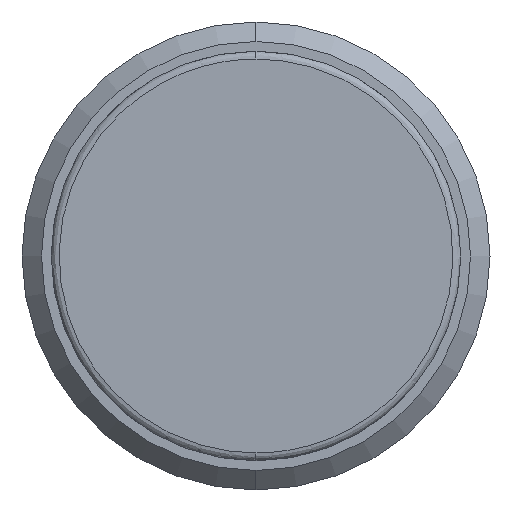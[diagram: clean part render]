
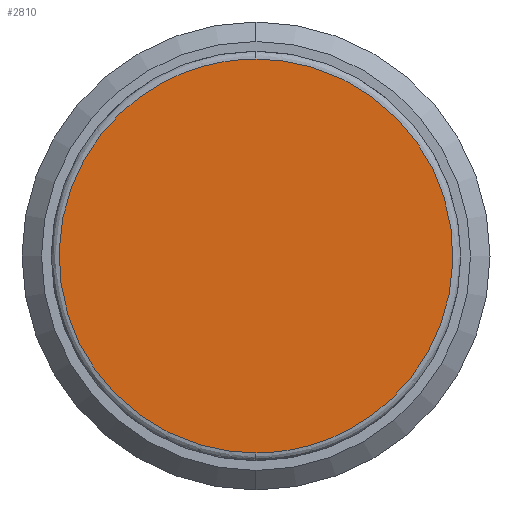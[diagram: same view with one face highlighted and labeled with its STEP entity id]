
A CAD part, left-side view. The second image highlights one B-rep face of the part: STEP entity #2810.
In plain terms, the highlighted planar face has unit normal (-1, 0, 0).
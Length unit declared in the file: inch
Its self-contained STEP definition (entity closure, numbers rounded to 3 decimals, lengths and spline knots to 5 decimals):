
#22 =( BOUNDED_CURVE ( )  B_SPLINE_CURVE ( 3, ( #5920, #405, #4971, #5847 ),
 .UNSPECIFIED., .F., .F. ) 
 B_SPLINE_CURVE_WITH_KNOTS ( ( 4, 4 ),
 ( 0., 0.5 ),
 .UNSPECIFIED. ) 
 CURVE ( )  GEOMETRIC_REPRESENTATION_ITEM ( )  RATIONAL_B_SPLINE_CURVE ( ( 1., 0.333, 0.333, 1. ) ) 
 REPRESENTATION_ITEM ( '' )  );
#168 = ORIENTED_EDGE ( 'NONE', *, *, #2514, .F. ) ;
#405 = CARTESIAN_POINT ( 'NONE',  ( -0.01969, 0.39764, -0.19882 ) ) ;
#621 = CARTESIAN_POINT ( 'NONE',  ( -0.01969, -0.39764, -0.19882 ) ) ;
#898 = EDGE_CURVE ( 'NONE', #3469, #4204, #22, .T. ) ;
#969 = DIRECTION ( 'NONE',  ( 0., 0., -1. ) ) ;
#1008 = CARTESIAN_POINT ( 'NONE',  ( -0.01969, 0., 0.19882 ) ) ;
#2514 = EDGE_CURVE ( 'NONE', #4204, #3469, #3317, .T. ) ;
#2810 = ADVANCED_FACE ( 'NONE', ( #5002 ), #3216, .F. ) ;
#3034 = CARTESIAN_POINT ( 'NONE',  ( -0.01969, 0., 0.19882 ) ) ;
#3216 = PLANE ( 'NONE',  #5445 ) ;
#3317 =( BOUNDED_CURVE ( )  B_SPLINE_CURVE ( 3, ( #1008, #3320, #621, #4656 ),
 .UNSPECIFIED., .F., .F. ) 
 B_SPLINE_CURVE_WITH_KNOTS ( ( 4, 4 ),
 ( 0.5, 1. ),
 .UNSPECIFIED. ) 
 CURVE ( )  GEOMETRIC_REPRESENTATION_ITEM ( )  RATIONAL_B_SPLINE_CURVE ( ( 1., 0.333, 0.333, 1. ) ) 
 REPRESENTATION_ITEM ( '' )  );
#3320 = CARTESIAN_POINT ( 'NONE',  ( -0.01969, -0.39764, 0.19882 ) ) ;
#3402 = CARTESIAN_POINT ( 'NONE',  ( -0.01969, 0., -0.19882 ) ) ;
#3469 = VERTEX_POINT ( 'NONE', #3402 ) ;
#4204 = VERTEX_POINT ( 'NONE', #3034 ) ;
#4656 = CARTESIAN_POINT ( 'NONE',  ( -0.01969, 0., -0.19882 ) ) ;
#4971 = CARTESIAN_POINT ( 'NONE',  ( -0.01969, 0.39764, 0.19882 ) ) ;
#5002 = FACE_OUTER_BOUND ( 'NONE', #5404, .T. ) ;
#5067 = CARTESIAN_POINT ( 'NONE',  ( -0.01969, 0., 0. ) ) ;
#5404 = EDGE_LOOP ( 'NONE', ( #5808, #168 ) ) ;
#5445 = AXIS2_PLACEMENT_3D ( 'NONE', #5067, #5921, #969 ) ;
#5808 = ORIENTED_EDGE ( 'NONE', *, *, #898, .F. ) ;
#5847 = CARTESIAN_POINT ( 'NONE',  ( -0.01969, 0., 0.19882 ) ) ;
#5920 = CARTESIAN_POINT ( 'NONE',  ( -0.01969, 0., -0.19882 ) ) ;
#5921 = DIRECTION ( 'NONE',  ( 1., 0., 0. ) ) ;
